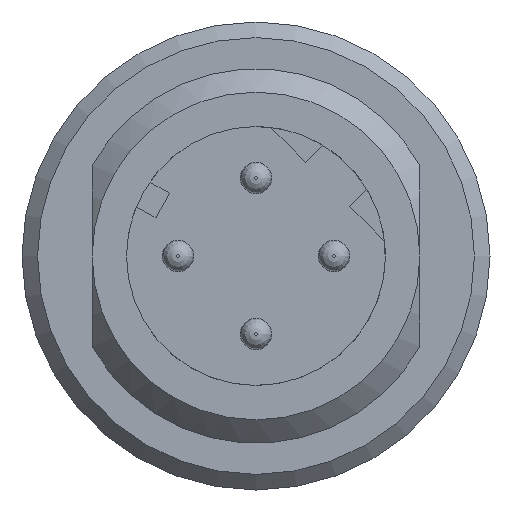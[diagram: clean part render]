
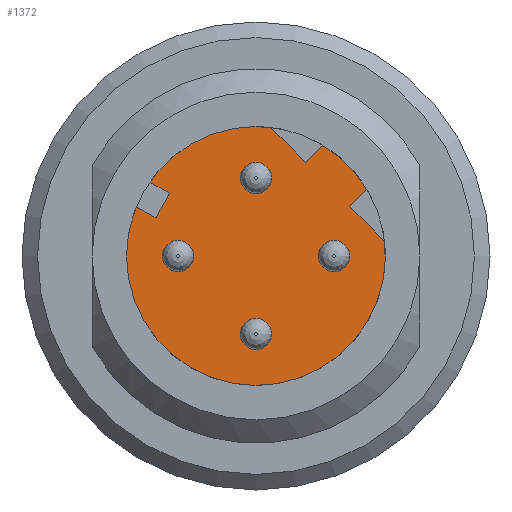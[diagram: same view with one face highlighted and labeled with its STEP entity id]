
A CAD part, left-side view. The second image highlights one B-rep face of the part: STEP entity #1372.
In plain terms, the highlighted planar face has unit normal (-1, 0, 0).
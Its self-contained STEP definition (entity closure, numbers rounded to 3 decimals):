
#690=CARTESIAN_POINT('',(-8.6,2.0,0.));
#691=VERTEX_POINT('',#690);
#692=CARTESIAN_POINT('',(-8.6,2.5,0.));
#693=DIRECTION('',(1.0,0.0,0.0));
#694=DIRECTION('',(0.0,1.0,0.0));
#695=AXIS2_PLACEMENT_3D('',#692,#693,#694);
#696=CIRCLE('',#695,0.5);
#697=EDGE_CURVE('',#691,#691,#696,.T.);
#795=CARTESIAN_POINT('',(-8.6,-0.5,2.5));
#796=VERTEX_POINT('',#795);
#797=CARTESIAN_POINT('',(-8.6,0.,2.5));
#798=DIRECTION('',(1.0,0.0,0.0));
#799=DIRECTION('',(0.0,1.0,0.0));
#800=AXIS2_PLACEMENT_3D('',#797,#798,#799);
#801=CIRCLE('',#800,0.5);
#802=EDGE_CURVE('',#796,#796,#801,.T.);
#900=CARTESIAN_POINT('',(-8.6,-3.0,0.));
#901=VERTEX_POINT('',#900);
#902=CARTESIAN_POINT('',(-8.6,-2.5,0.));
#903=DIRECTION('',(1.0,0.0,0.0));
#904=DIRECTION('',(0.0,1.0,0.0));
#905=AXIS2_PLACEMENT_3D('',#902,#903,#904);
#906=CIRCLE('',#905,0.5);
#907=EDGE_CURVE('',#901,#901,#906,.T.);
#1005=CARTESIAN_POINT('',(-8.6,-0.5,-2.5));
#1006=VERTEX_POINT('',#1005);
#1007=CARTESIAN_POINT('',(-8.6,0.,-2.5));
#1008=DIRECTION('',(1.0,0.0,0.0));
#1009=DIRECTION('',(0.0,1.0,0.0));
#1010=AXIS2_PLACEMENT_3D('',#1007,#1008,#1009);
#1011=CIRCLE('',#1010,0.5);
#1012=EDGE_CURVE('',#1006,#1006,#1011,.T.);
#1044=CARTESIAN_POINT('',(-8.6,2.773,2.018));
#1045=VERTEX_POINT('',#1044);
#1052=CARTESIAN_POINT('',(-8.6,3.411,2.364));
#1053=VERTEX_POINT('',#1052);
#1054=CARTESIAN_POINT('',(-8.6,3.411,2.364));
#1055=DIRECTION('',(0.0,-0.879,-0.477));
#1056=VECTOR('',#1055,0.726);
#1057=LINE('',#1054,#1056);
#1058=EDGE_CURVE('',#1053,#1045,#1057,.T.);
#1082=CARTESIAN_POINT('',(-8.6,3.203,1.227));
#1083=VERTEX_POINT('',#1082);
#1090=CARTESIAN_POINT('',(-8.6,2.773,2.018));
#1091=DIRECTION('',(0.0,0.477,-0.879));
#1092=VECTOR('',#1091,0.9);
#1093=LINE('',#1090,#1092);
#1094=EDGE_CURVE('',#1045,#1083,#1093,.T.);
#1113=CARTESIAN_POINT('',(-8.6,3.84,1.573));
#1114=VERTEX_POINT('',#1113);
#1121=CARTESIAN_POINT('',(-8.6,3.203,1.227));
#1122=DIRECTION('',(0.0,0.879,0.477));
#1123=VECTOR('',#1122,0.726);
#1124=LINE('',#1121,#1123);
#1125=EDGE_CURVE('',#1083,#1114,#1124,.T.);
#1164=CARTESIAN_POINT('',(-8.6,-3.005,1.591));
#1165=VERTEX_POINT('',#1164);
#1172=CARTESIAN_POINT('',(-8.6,-4.123,0.473));
#1173=VERTEX_POINT('',#1172);
#1174=CARTESIAN_POINT('',(-8.6,-4.123,0.473));
#1175=DIRECTION('',(0.0,0.707,0.707));
#1176=VECTOR('',#1175,1.581);
#1177=LINE('',#1174,#1176);
#1178=EDGE_CURVE('',#1173,#1165,#1177,.T.);
#1202=CARTESIAN_POINT('',(-8.6,-3.555,2.141));
#1203=VERTEX_POINT('',#1202);
#1210=CARTESIAN_POINT('',(-8.6,-3.005,1.591));
#1211=DIRECTION('',(0.0,-0.707,0.707));
#1212=VECTOR('',#1211,0.778);
#1213=LINE('',#1210,#1212);
#1214=EDGE_CURVE('',#1165,#1203,#1213,.T.);
#1252=CARTESIAN_POINT('',(-8.6,-1.591,3.005));
#1253=VERTEX_POINT('',#1252);
#1260=CARTESIAN_POINT('',(-8.6,-2.141,3.555));
#1261=VERTEX_POINT('',#1260);
#1262=CARTESIAN_POINT('',(-8.6,-2.141,3.555));
#1263=DIRECTION('',(0.0,0.707,-0.707));
#1264=VECTOR('',#1263,0.778);
#1265=LINE('',#1262,#1264);
#1266=EDGE_CURVE('',#1261,#1253,#1265,.T.);
#1290=CARTESIAN_POINT('',(-8.6,-0.473,4.123));
#1291=VERTEX_POINT('',#1290);
#1298=CARTESIAN_POINT('',(-8.6,-1.591,3.005));
#1299=DIRECTION('',(0.0,0.707,0.707));
#1300=VECTOR('',#1299,1.581);
#1301=LINE('',#1298,#1300);
#1302=EDGE_CURVE('',#1253,#1291,#1301,.T.);
#1325=CARTESIAN_POINT('',(-8.6,2.075,0.));
#1326=DIRECTION('',(-1.0,0.0,0.0));
#1327=DIRECTION('',(0.0,0.0,-1.0));
#1328=AXIS2_PLACEMENT_3D('',#1325,#1326,#1327);
#1329=PLANE('',#1328);
#1330=ORIENTED_EDGE('',*,*,#1058,.T.);
#1331=ORIENTED_EDGE('',*,*,#1094,.T.);
#1332=ORIENTED_EDGE('',*,*,#1125,.T.);
#1333=CARTESIAN_POINT('',(-8.6,0.0,0.0));
#1334=DIRECTION('',(-1.0,0.0,0.0));
#1335=DIRECTION('',(0.0,1.0,0.0));
#1336=AXIS2_PLACEMENT_3D('',#1333,#1334,#1335);
#1337=CIRCLE('',#1336,4.15);
#1338=EDGE_CURVE('',#1114,#1173,#1337,.T.);
#1339=ORIENTED_EDGE('',*,*,#1338,.T.);
#1340=ORIENTED_EDGE('',*,*,#1178,.T.);
#1341=ORIENTED_EDGE('',*,*,#1214,.T.);
#1342=CARTESIAN_POINT('',(-8.6,0.0,0.0));
#1343=DIRECTION('',(-1.0,0.0,0.0));
#1344=DIRECTION('',(0.0,1.0,0.0));
#1345=AXIS2_PLACEMENT_3D('',#1342,#1343,#1344);
#1346=CIRCLE('',#1345,4.15);
#1347=EDGE_CURVE('',#1203,#1261,#1346,.T.);
#1348=ORIENTED_EDGE('',*,*,#1347,.T.);
#1349=ORIENTED_EDGE('',*,*,#1266,.T.);
#1350=ORIENTED_EDGE('',*,*,#1302,.T.);
#1351=CARTESIAN_POINT('',(-8.6,0.0,0.0));
#1352=DIRECTION('',(-1.0,0.0,0.0));
#1353=DIRECTION('',(0.0,1.0,0.0));
#1354=AXIS2_PLACEMENT_3D('',#1351,#1352,#1353);
#1355=CIRCLE('',#1354,4.15);
#1356=EDGE_CURVE('',#1291,#1053,#1355,.T.);
#1357=ORIENTED_EDGE('',*,*,#1356,.T.);
#1358=EDGE_LOOP('',(#1330,#1331,#1332,#1339,#1340,#1341,#1348,#1349,#1350,#1357));
#1359=FACE_OUTER_BOUND('',#1358,.T.);
#1360=ORIENTED_EDGE('',*,*,#697,.T.);
#1361=EDGE_LOOP('',(#1360));
#1362=FACE_BOUND('',#1361,.T.);
#1363=ORIENTED_EDGE('',*,*,#802,.T.);
#1364=EDGE_LOOP('',(#1363));
#1365=FACE_BOUND('',#1364,.T.);
#1366=ORIENTED_EDGE('',*,*,#907,.T.);
#1367=EDGE_LOOP('',(#1366));
#1368=FACE_BOUND('',#1367,.T.);
#1369=ORIENTED_EDGE('',*,*,#1012,.T.);
#1370=EDGE_LOOP('',(#1369));
#1371=FACE_BOUND('',#1370,.T.);
#1372=ADVANCED_FACE('',(#1359,#1362,#1365,#1368,#1371),#1329,.T.);
